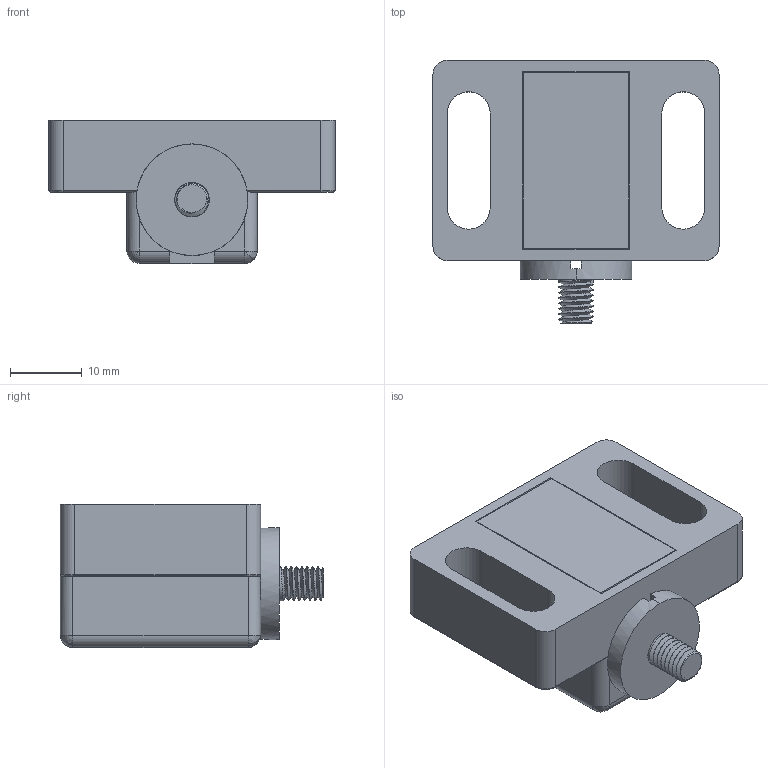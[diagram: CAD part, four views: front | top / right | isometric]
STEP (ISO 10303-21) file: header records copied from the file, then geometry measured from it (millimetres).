
FILE_DESCRIPTION (( 'STEP AP203' ), '1' );
FILE_NAME ('355.0200A.01.STEP', '2024-04-17T01:43:48', ( 'PC' ), ( 'Microsoft' ), 'SwSTEP 2.0', 'SolidWorks 2016', '' );
FILE_SCHEMA (( 'CONFIG_CONTROL_DESIGN' ));
Length unit declared in the file: millimetre
Products named in the file (3): 355-0202B-01; 355-0200a-01; 355.0200A.01
Assembly tree (2 placements, depth 2):
  355.0200A.01
    355-0200a-01
    355-0202B-01
Bounding box: 40 x 36.8 x 20 mm (x, y, z)
Volume: 14130.5 mm3; surface area: 8056.2 mm2
Topology: 2 solids, 2 shells, 122 faces, 325 edges, 201 vertices
Faces by surface type: plane 59, cylinder 42, bspline 20, cone 1
Entity records: 6000 total; most frequent: CARTESIAN_POINT 2844, ORIENTED_EDGE 634, DIRECTION 532, EDGE_CURVE 317, VERTEX_POINT 201, LINE 192, VECTOR 192, AXIS2_PLACEMENT_3D 170
